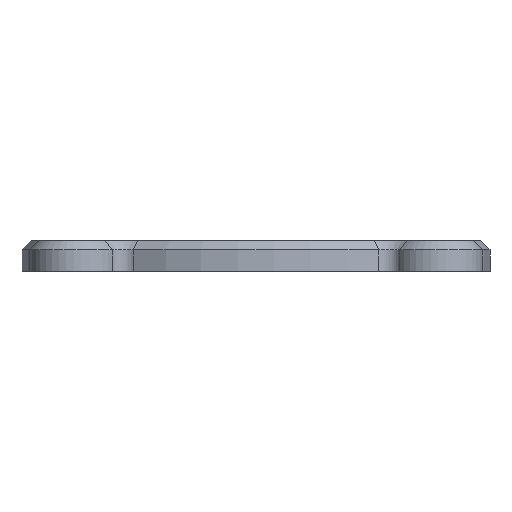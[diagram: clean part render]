
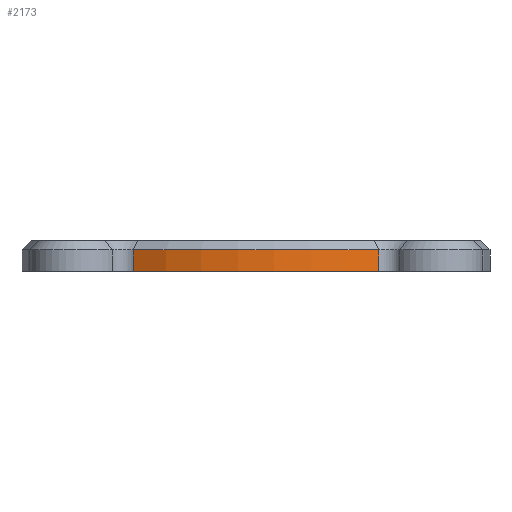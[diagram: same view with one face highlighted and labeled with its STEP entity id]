
A CAD part, front view. The second image highlights one B-rep face of the part: STEP entity #2173.
In plain terms, the highlighted cylindrical face has radius 15.5 mm (diameter 31 mm), a partial arc.
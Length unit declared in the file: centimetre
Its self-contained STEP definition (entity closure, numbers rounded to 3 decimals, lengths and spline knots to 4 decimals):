
#111=CYLINDRICAL_SURFACE('',#2262,1.55);
#163=CIRCLE('',#2241,1.55);
#174=CIRCLE('',#2263,1.55);
#311=VERTEX_POINT('',#3085);
#313=VERTEX_POINT('',#3093);
#408=VERTEX_POINT('',#3489);
#409=VERTEX_POINT('',#3493);
#620=VECTOR('',#2857,1.);
#621=VECTOR('',#2860,1.);
#832=LINE('',#3490,#620);
#833=LINE('',#3492,#621);
#942=EDGE_CURVE('',#313,#311,#163,.T.);
#1130=EDGE_CURVE('',#408,#313,#832,.T.);
#1131=EDGE_CURVE('',#311,#409,#833,.T.);
#1137=EDGE_CURVE('',#408,#409,#174,.T.);
#1737=ORIENTED_EDGE('',*,*,#942,.F.);
#1738=ORIENTED_EDGE('',*,*,#1130,.F.);
#1739=ORIENTED_EDGE('',*,*,#1137,.T.);
#1740=ORIENTED_EDGE('',*,*,#1131,.F.);
#1895=EDGE_LOOP('',(#1737,#1738,#1739,#1740));
#2047=FACE_BOUND('',#1895,.T.);
#2173=ADVANCED_FACE('',(#2047),#111,.T.);
#2241=AXIS2_PLACEMENT_3D('',#3094,#2547,#2548);
#2262=AXIS2_PLACEMENT_3D('',#3135,#2599,#2600);
#2263=AXIS2_PLACEMENT_3D('',#3138,#2602,#2603);
#2547=DIRECTION('',(0.,0.,1.));
#2548=DIRECTION('',(0.,-1.55,0.));
#2599=DIRECTION('',(0.,0.,1.));
#2600=DIRECTION('',(1.55,0.,0.));
#2602=DIRECTION('',(0.,0.,1.));
#2603=DIRECTION('',(1.55,0.,0.));
#2857=DIRECTION('',(0.,0.,1.));
#2860=DIRECTION('',(0.,0.,-1.));
#3085=CARTESIAN_POINT('',(0.8108,-1.321,0.14));
#3093=CARTESIAN_POINT('',(-0.8108,-1.321,0.14));
#3094=CARTESIAN_POINT('',(0.,0.,0.14));
#3135=CARTESIAN_POINT('',(0.,0.,0.));
#3138=CARTESIAN_POINT('',(0.,0.,0.));
#3489=CARTESIAN_POINT('',(-0.8108,-1.321,0.));
#3490=CARTESIAN_POINT('',(-0.8108,-1.321,0.));
#3492=CARTESIAN_POINT('',(0.8108,-1.321,0.));
#3493=CARTESIAN_POINT('',(0.8108,-1.321,0.));
